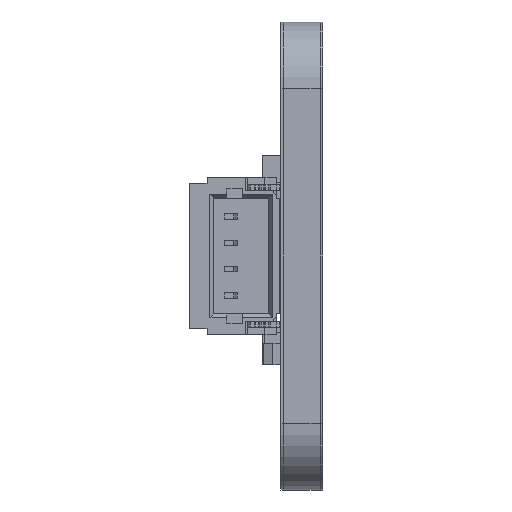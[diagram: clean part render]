
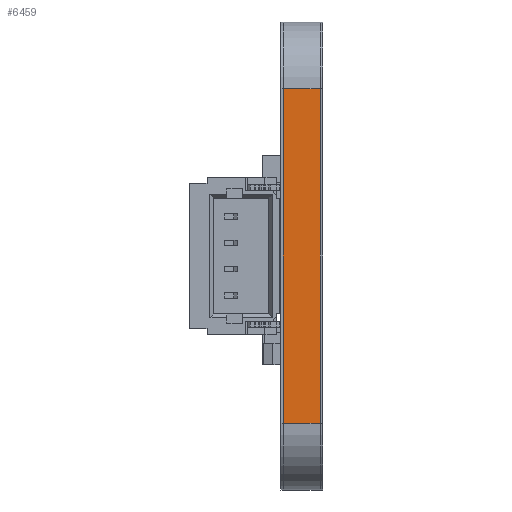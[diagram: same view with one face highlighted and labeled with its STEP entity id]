
A CAD part, left-side view. The second image highlights one B-rep face of the part: STEP entity #6459.
In plain terms, the highlighted planar face has unit normal (-1, 0, 0).
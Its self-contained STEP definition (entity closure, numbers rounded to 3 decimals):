
#340 = VECTOR ( 'NONE', #33928, 1000. ) ;
#638 = EDGE_LOOP ( 'NONE', ( #24821, #10271, #3802, #30854 ) ) ;
#3384 = VERTEX_POINT ( 'NONE', #6764 ) ;
#3802 = ORIENTED_EDGE ( 'NONE', *, *, #32625, .F. ) ;
#3953 = CARTESIAN_POINT ( 'NONE',  ( -12.7, 0.1, -6.35 ) ) ;
#4469 = LINE ( 'NONE', #15477, #25354 ) ;
#4513 = EDGE_CURVE ( 'NONE', #19458, #3384, #23632, .T. ) ;
#5047 = VECTOR ( 'NONE', #19361, 1000. ) ;
#6302 = VERTEX_POINT ( 'NONE', #3953 ) ;
#6459 = ADVANCED_FACE ( 'NONE', ( #24996 ), #24815, .F. ) ;
#6764 = CARTESIAN_POINT ( 'NONE',  ( -12.7, 0.1, 6.35 ) ) ;
#8849 = EDGE_CURVE ( 'NONE', #6302, #3384, #4469, .T. ) ;
#10112 = DIRECTION ( 'NONE',  ( 0., -1., 0. ) ) ;
#10271 = ORIENTED_EDGE ( 'NONE', *, *, #4513, .F. ) ;
#10513 = VERTEX_POINT ( 'NONE', #34499 ) ;
#12235 = DIRECTION ( 'NONE',  ( 0., 0., 1. ) ) ;
#12970 = CARTESIAN_POINT ( 'NONE',  ( -12.7, 1.5, 6.35 ) ) ;
#14434 = CARTESIAN_POINT ( 'NONE',  ( -12.7, 1.5, -6.35 ) ) ;
#15477 = CARTESIAN_POINT ( 'NONE',  ( -12.7, 0.1, -6.35 ) ) ;
#16671 = DIRECTION ( 'NONE',  ( 1., 0., 0. ) ) ;
#17621 = EDGE_CURVE ( 'NONE', #10513, #6302, #35628, .T. ) ;
#19361 = DIRECTION ( 'NONE',  ( 0., -1., 0. ) ) ;
#19399 = AXIS2_PLACEMENT_3D ( 'NONE', #27698, #16671, #35652 ) ;
#19458 = VERTEX_POINT ( 'NONE', #24239 ) ;
#23632 = LINE ( 'NONE', #12970, #30652 ) ;
#24239 = CARTESIAN_POINT ( 'NONE',  ( -12.7, 1.5, 6.35 ) ) ;
#24628 = CARTESIAN_POINT ( 'NONE',  ( -12.7, 1.5, -6.35 ) ) ;
#24815 = PLANE ( 'NONE',  #19399 ) ;
#24821 = ORIENTED_EDGE ( 'NONE', *, *, #8849, .T. ) ;
#24996 = FACE_OUTER_BOUND ( 'NONE', #638, .T. ) ;
#25354 = VECTOR ( 'NONE', #12235, 1000. ) ;
#25632 = LINE ( 'NONE', #14434, #340 ) ;
#27698 = CARTESIAN_POINT ( 'NONE',  ( -12.7, 1.5, -6.35 ) ) ;
#30652 = VECTOR ( 'NONE', #10112, 1000. ) ;
#30854 = ORIENTED_EDGE ( 'NONE', *, *, #17621, .T. ) ;
#32625 = EDGE_CURVE ( 'NONE', #10513, #19458, #25632, .T. ) ;
#33928 = DIRECTION ( 'NONE',  ( 0., 0., 1. ) ) ;
#34499 = CARTESIAN_POINT ( 'NONE',  ( -12.7, 1.5, -6.35 ) ) ;
#35628 = LINE ( 'NONE', #24628, #5047 ) ;
#35652 = DIRECTION ( 'NONE',  ( 0., 0., -1. ) ) ;
